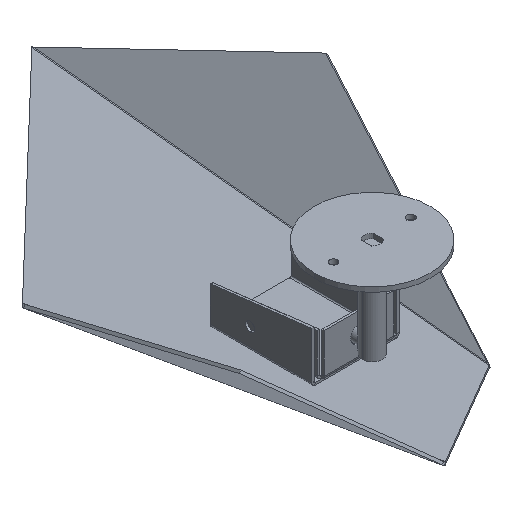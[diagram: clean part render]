
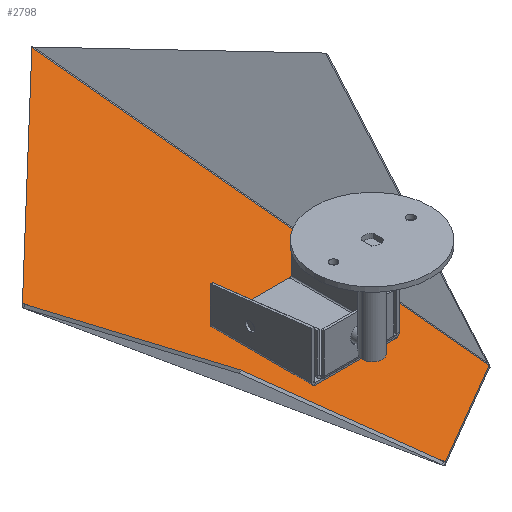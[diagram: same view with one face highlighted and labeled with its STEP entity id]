
A CAD part, isometric view. The second image highlights one B-rep face of the part: STEP entity #2798.
In plain terms, the highlighted face is planar.
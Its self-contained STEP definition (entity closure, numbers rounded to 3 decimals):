
#2 = AXIS2_PLACEMENT_3D ( 'NONE', #320, #315, #314 ) ;
#148 = CARTESIAN_POINT ( 'NONE',  ( 43.481, 24.432, -56.536 ) ) ;
#163 = CARTESIAN_POINT ( 'NONE',  ( 50.858, 344.745, -126.902 ) ) ;
#164 = CARTESIAN_POINT ( 'NONE',  ( 180.212, 191.63, -94.973 ) ) ;
#180 = CARTESIAN_POINT ( 'NONE',  ( 106.453, -21.973, -47.165 ) ) ;
#204 = DIRECTION ( 'NONE',  ( -0.319, -0.925, 0.207 ) ) ;
#209 = CARTESIAN_POINT ( 'NONE',  ( 44.949, 88.164, -70.536 ) ) ;
#278 = DIRECTION ( 'NONE',  ( -0.022, -0.976, 0.215 ) ) ;
#284 = CARTESIAN_POINT ( 'NONE',  ( 180.704, 191.047, -94.851 ) ) ;
#289 = CARTESIAN_POINT ( 'NONE',  ( 155.895, 121.208, -79.211 ) ) ;
#297 = PLANE ( 'NONE',  #2 ) ;
#314 = DIRECTION ( 'NONE',  ( -0.996, -0.084, 0.031 ) ) ;
#315 = DIRECTION ( 'NONE',  ( -0.013, -0.214, -0.977 ) ) ;
#320 = CARTESIAN_POINT ( 'NONE',  ( 272.36, 82.555, -72.228 ) ) ;
#404 = DIRECTION ( 'NONE',  ( -0.637, 0.754, -0.157 ) ) ;
#578 = CARTESIAN_POINT ( 'NONE',  ( 42.863, 24.887, -56.628 ) ) ;
#581 = DIRECTION ( 'NONE',  ( 0.799, -0.589, 0.119 ) ) ;
#1439 = VECTOR ( 'NONE', #581, 1000. ) ;
#1476 = FACE_OUTER_BOUND ( 'NONE', #2753, .T. ) ;
#1565 = LINE ( 'NONE', #209, #1566 ) ;
#1566 = VECTOR ( 'NONE', #278, 1000. ) ;
#1572 = LINE ( 'NONE', #578, #1439 ) ;
#1573 = VECTOR ( 'NONE', #404, 1000. ) ;
#1575 = VECTOR ( 'NONE', #204, 1000. ) ;
#1576 = LINE ( 'NONE', #289, #1575 ) ;
#1578 = LINE ( 'NONE', #284, #1573 ) ;
#1585 = ORIENTED_EDGE ( 'NONE', *, *, #1907, .F. ) ;
#1590 = ORIENTED_EDGE ( 'NONE', *, *, #1914, .T. ) ;
#1596 = ORIENTED_EDGE ( 'NONE', *, *, #1922, .F. ) ;
#1794 = ORIENTED_EDGE ( 'NONE', *, *, #1915, .F. ) ;
#1907 = EDGE_CURVE ( 'NONE', #2697, #2758, #1565, .T. ) ;
#1914 = EDGE_CURVE ( 'NONE', #2696, #2776, #1576, .T. ) ;
#1915 = EDGE_CURVE ( 'NONE', #2696, #2697, #1578, .T. ) ;
#1922 = EDGE_CURVE ( 'NONE', #2758, #2776, #1572, .T. ) ;
#2696 = VERTEX_POINT ( 'NONE', #164 ) ;
#2697 = VERTEX_POINT ( 'NONE', #163 ) ;
#2753 = EDGE_LOOP ( 'NONE', ( #1794, #1590, #1596, #1585 ) ) ;
#2758 = VERTEX_POINT ( 'NONE', #148 ) ;
#2776 = VERTEX_POINT ( 'NONE', #180 ) ;
#2798 = ADVANCED_FACE ( 'NONE', ( #1476 ), #297, .T. ) ;
